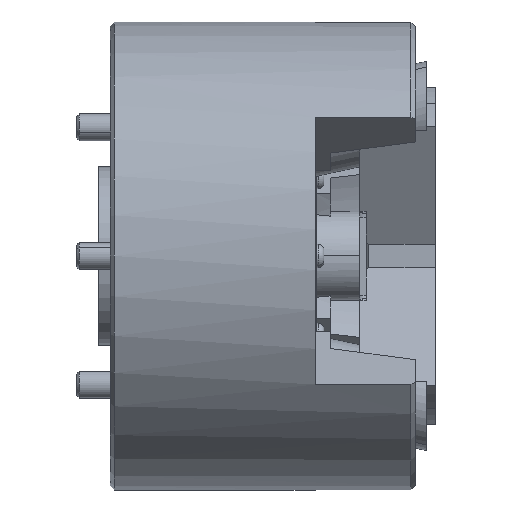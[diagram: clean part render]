
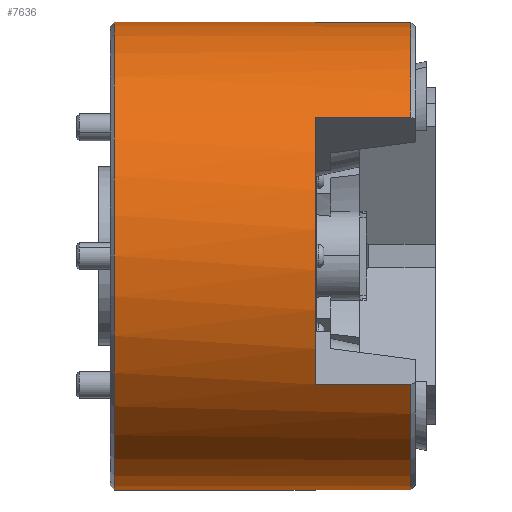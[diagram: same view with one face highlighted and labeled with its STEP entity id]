
A CAD part, front view. The second image highlights one B-rep face of the part: STEP entity #7636.
In plain terms, the highlighted cylindrical face has radius 105 mm (diameter 210 mm), a partial arc.
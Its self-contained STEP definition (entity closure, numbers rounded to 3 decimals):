
#87 = VERTEX_POINT ( 'NONE', #261 ) ;
#124 = VERTEX_POINT ( 'NONE', #3506 ) ;
#150 = DIRECTION ( 'NONE',  ( 1., 0., 0. ) ) ;
#153 = CARTESIAN_POINT ( 'NONE',  ( 92., -6.162, 104.819 ) ) ;
#189 = EDGE_CURVE ( 'NONE', #5773, #7097, #7399, .T. ) ;
#242 = CARTESIAN_POINT ( 'NONE',  ( 92., -84.543, 62.269 ) ) ;
#261 = CARTESIAN_POINT ( 'NONE',  ( 92., 0., -105. ) ) ;
#355 = DIRECTION ( 'NONE',  ( 0., 0., 1. ) ) ;
#366 = DIRECTION ( 'NONE',  ( 1., 0., 0. ) ) ;
#367 = VERTEX_POINT ( 'NONE', #4346 ) ;
#398 = DIRECTION ( 'NONE',  ( -1., 0., 0. ) ) ;
#411 = CARTESIAN_POINT ( 'NONE',  ( 92., -6.162, 104.819 ) ) ;
#547 = CIRCLE ( 'NONE', #3022, 105. ) ;
#610 = ORIENTED_EDGE ( 'NONE', *, *, #1431, .F. ) ;
#659 = LINE ( 'NONE', #7854, #7151 ) ;
#675 = DIRECTION ( 'NONE',  ( 1., 0., 0. ) ) ;
#703 = EDGE_CURVE ( 'NONE', #367, #1178, #2950, .T. ) ;
#797 = VERTEX_POINT ( 'NONE', #6962 ) ;
#799 = CARTESIAN_POINT ( 'NONE',  ( 2., 0., 105. ) ) ;
#1033 = DIRECTION ( 'NONE',  ( 1., 0., 0. ) ) ;
#1079 = CYLINDRICAL_SURFACE ( 'NONE', #6290, 105. ) ;
#1178 = VERTEX_POINT ( 'NONE', #7237 ) ;
#1226 = ORIENTED_EDGE ( 'NONE', *, *, #3373, .T. ) ;
#1319 = DIRECTION ( 'NONE',  ( -1., 0., 0. ) ) ;
#1398 = ORIENTED_EDGE ( 'NONE', *, *, #1488, .T. ) ;
#1431 = EDGE_CURVE ( 'NONE', #87, #3128, #6064, .T. ) ;
#1488 = EDGE_CURVE ( 'NONE', #2045, #3791, #659, .T. ) ;
#1635 = CARTESIAN_POINT ( 'NONE',  ( 92., 0., 0. ) ) ;
#1673 = ORIENTED_EDGE ( 'NONE', *, *, #7671, .F. ) ;
#2045 = VERTEX_POINT ( 'NONE', #242 ) ;
#2072 = DIRECTION ( 'NONE',  ( 1., 0., 0. ) ) ;
#2102 = LINE ( 'NONE', #3062, #5257 ) ;
#2103 = ORIENTED_EDGE ( 'NONE', *, *, #5600, .F. ) ;
#2232 = CARTESIAN_POINT ( 'NONE',  ( 92., 0., 0. ) ) ;
#2265 = DIRECTION ( 'NONE',  ( 0., 0., -1. ) ) ;
#2467 = ORIENTED_EDGE ( 'NONE', *, *, #4450, .F. ) ;
#2660 = DIRECTION ( 'NONE',  ( -1., 0., 0. ) ) ;
#2705 = LINE ( 'NONE', #6346, #6046 ) ;
#2799 = AXIS2_PLACEMENT_3D ( 'NONE', #6427, #2660, #7070 ) ;
#2946 = CIRCLE ( 'NONE', #4626, 105. ) ;
#2950 = LINE ( 'NONE', #3815, #6291 ) ;
#3022 = AXIS2_PLACEMENT_3D ( 'NONE', #2232, #1033, #6866 ) ;
#3062 = CARTESIAN_POINT ( 'NONE',  ( 92., -3.664, -104.936 ) ) ;
#3128 = VERTEX_POINT ( 'NONE', #5998 ) ;
#3218 = AXIS2_PLACEMENT_3D ( 'NONE', #5846, #2072, #6484 ) ;
#3219 = ORIENTED_EDGE ( 'NONE', *, *, #8021, .T. ) ;
#3337 = ORIENTED_EDGE ( 'NONE', *, *, #5554, .T. ) ;
#3373 = EDGE_CURVE ( 'NONE', #124, #7460, #2705, .T. ) ;
#3486 = CARTESIAN_POINT ( 'NONE',  ( 0., 0., 0. ) ) ;
#3506 = CARTESIAN_POINT ( 'NONE',  ( 92., 0., 105. ) ) ;
#3546 = EDGE_CURVE ( 'NONE', #4010, #797, #2102, .T. ) ;
#3680 = CIRCLE ( 'NONE', #6936, 105. ) ;
#3791 = VERTEX_POINT ( 'NONE', #6315 ) ;
#3815 = CARTESIAN_POINT ( 'NONE',  ( 92., -87.746, -57.669 ) ) ;
#3818 = EDGE_CURVE ( 'NONE', #124, #5773, #547, .T. ) ;
#4010 = VERTEX_POINT ( 'NONE', #7512 ) ;
#4044 = VECTOR ( 'NONE', #675, 1000. ) ;
#4346 = CARTESIAN_POINT ( 'NONE',  ( 92., -87.746, -57.669 ) ) ;
#4409 = VECTOR ( 'NONE', #6102, 1000. ) ;
#4450 = EDGE_CURVE ( 'NONE', #3128, #7460, #3680, .T. ) ;
#4626 = AXIS2_PLACEMENT_3D ( 'NONE', #1635, #6038, #2265 ) ;
#4734 = ORIENTED_EDGE ( 'NONE', *, *, #189, .F. ) ;
#5033 = EDGE_LOOP ( 'NONE', ( #610, #1673, #6070, #3219, #5727, #2103, #1398, #3337, #4734, #7469, #1226, #2467 ) ) ;
#5072 = CARTESIAN_POINT ( 'NONE',  ( 135., 0., 0. ) ) ;
#5201 = DIRECTION ( 'NONE',  ( 1., 0., 0. ) ) ;
#5257 = VECTOR ( 'NONE', #366, 1000. ) ;
#5326 = CIRCLE ( 'NONE', #2799, 105. ) ;
#5392 = DIRECTION ( 'NONE',  ( 0., 0., 1. ) ) ;
#5397 = CIRCLE ( 'NONE', #6564, 105. ) ;
#5554 = EDGE_CURVE ( 'NONE', #3791, #7097, #5326, .T. ) ;
#5600 = EDGE_CURVE ( 'NONE', #2045, #367, #6815, .T. ) ;
#5703 = DIRECTION ( 'NONE',  ( 0., 0., 1. ) ) ;
#5727 = ORIENTED_EDGE ( 'NONE', *, *, #703, .F. ) ;
#5773 = VERTEX_POINT ( 'NONE', #411 ) ;
#5846 = CARTESIAN_POINT ( 'NONE',  ( 92., 0., 0. ) ) ;
#5998 = CARTESIAN_POINT ( 'NONE',  ( 2., 0., -105. ) ) ;
#6038 = DIRECTION ( 'NONE',  ( 1., 0., 0. ) ) ;
#6046 = VECTOR ( 'NONE', #398, 1000. ) ;
#6064 = LINE ( 'NONE', #6675, #4409 ) ;
#6070 = ORIENTED_EDGE ( 'NONE', *, *, #3546, .T. ) ;
#6102 = DIRECTION ( 'NONE',  ( -1., 0., 0. ) ) ;
#6290 = AXIS2_PLACEMENT_3D ( 'NONE', #3486, #7906, #355 ) ;
#6291 = VECTOR ( 'NONE', #5201, 1000. ) ;
#6315 = CARTESIAN_POINT ( 'NONE',  ( 135., -84.543, 62.269 ) ) ;
#6346 = CARTESIAN_POINT ( 'NONE',  ( 0., 0., 105. ) ) ;
#6427 = CARTESIAN_POINT ( 'NONE',  ( 135., 0., 0. ) ) ;
#6484 = DIRECTION ( 'NONE',  ( 0., 0., -1. ) ) ;
#6564 = AXIS2_PLACEMENT_3D ( 'NONE', #5072, #1319, #5703 ) ;
#6675 = CARTESIAN_POINT ( 'NONE',  ( 0., 0., -105. ) ) ;
#6686 = CARTESIAN_POINT ( 'NONE',  ( 135., -6.162, 104.819 ) ) ;
#6815 = CIRCLE ( 'NONE', #3218, 105. ) ;
#6866 = DIRECTION ( 'NONE',  ( 0., 0., -1. ) ) ;
#6936 = AXIS2_PLACEMENT_3D ( 'NONE', #7280, #7617, #5392 ) ;
#6962 = CARTESIAN_POINT ( 'NONE',  ( 135., -3.664, -104.936 ) ) ;
#7070 = DIRECTION ( 'NONE',  ( 0., 0., 1. ) ) ;
#7097 = VERTEX_POINT ( 'NONE', #6686 ) ;
#7151 = VECTOR ( 'NONE', #150, 1000. ) ;
#7237 = CARTESIAN_POINT ( 'NONE',  ( 135., -87.746, -57.669 ) ) ;
#7280 = CARTESIAN_POINT ( 'NONE',  ( 2., 0., 0. ) ) ;
#7399 = LINE ( 'NONE', #153, #4044 ) ;
#7460 = VERTEX_POINT ( 'NONE', #799 ) ;
#7469 = ORIENTED_EDGE ( 'NONE', *, *, #3818, .F. ) ;
#7512 = CARTESIAN_POINT ( 'NONE',  ( 92., -3.664, -104.936 ) ) ;
#7617 = DIRECTION ( 'NONE',  ( -1., 0., 0. ) ) ;
#7636 = ADVANCED_FACE ( 'NONE', ( #7796 ), #1079, .T. ) ;
#7671 = EDGE_CURVE ( 'NONE', #4010, #87, #2946, .T. ) ;
#7796 = FACE_OUTER_BOUND ( 'NONE', #5033, .T. ) ;
#7854 = CARTESIAN_POINT ( 'NONE',  ( 92., -84.543, 62.269 ) ) ;
#7906 = DIRECTION ( 'NONE',  ( -1., 0., 0. ) ) ;
#8021 = EDGE_CURVE ( 'NONE', #797, #1178, #5397, .T. ) ;
